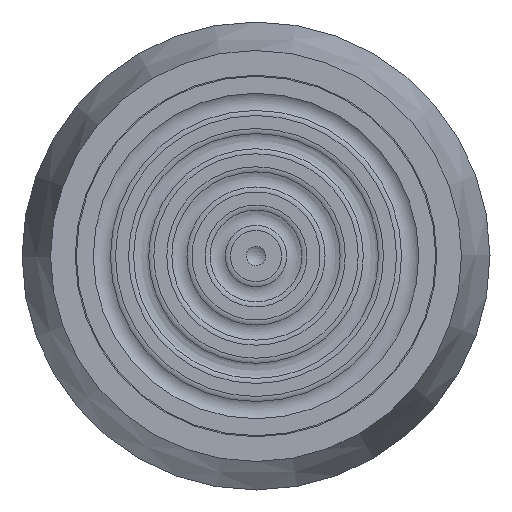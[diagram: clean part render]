
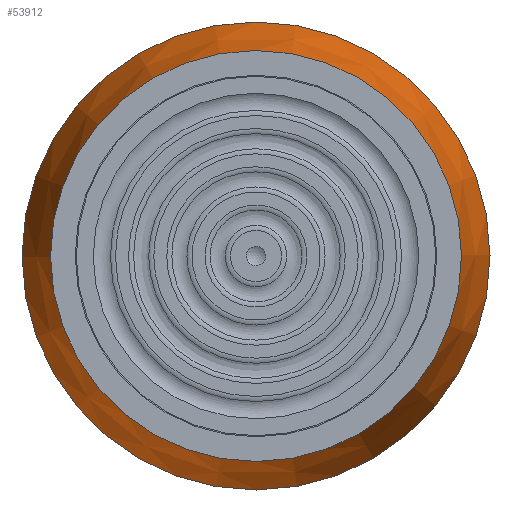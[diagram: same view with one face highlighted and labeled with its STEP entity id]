
A CAD part, left-side view. The second image highlights one B-rep face of the part: STEP entity #53912.
In plain terms, the highlighted conical face has half-angle 15 degrees and reference radius 20.66 mm.
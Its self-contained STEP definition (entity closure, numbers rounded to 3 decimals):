
#3109=CONICAL_SURFACE('',#58196,20.66,0.262);
#5899=FACE_OUTER_BOUND('',#8769,.T.);
#8769=EDGE_LOOP('',(#50270,#50271,#50272,#50273));
#9738=CIRCLE('',#58170,19.321);
#9747=CIRCLE('',#58197,22.);
#15991=LINE('',#124857,#20349);
#20349=VECTOR('',#70946,20.66);
#25763=VERTEX_POINT('',#120799);
#25794=VERTEX_POINT('',#124855);
#33905=EDGE_CURVE('',#25763,#25763,#9738,.T.);
#33956=EDGE_CURVE('',#25794,#25794,#9747,.T.);
#33957=EDGE_CURVE('',#25794,#25763,#15991,.T.);
#50270=ORIENTED_EDGE('',*,*,#33956,.F.);
#50271=ORIENTED_EDGE('',*,*,#33957,.T.);
#50272=ORIENTED_EDGE('',*,*,#33905,.T.);
#50273=ORIENTED_EDGE('',*,*,#33957,.F.);
#53912=ADVANCED_FACE('',(#5899),#3109,.T.);
#58170=AXIS2_PLACEMENT_3D('',#120800,#70869,#70870);
#58196=AXIS2_PLACEMENT_3D('',#124854,#70942,#70943);
#58197=AXIS2_PLACEMENT_3D('',#124856,#70944,#70945);
#70869=DIRECTION('center_axis',(1.,0.,0.));
#70870=DIRECTION('ref_axis',(0.,0.,-1.));
#70942=DIRECTION('center_axis',(1.,0.,0.));
#70943=DIRECTION('ref_axis',(0.,1.,0.));
#70944=DIRECTION('center_axis',(1.,0.,0.));
#70945=DIRECTION('ref_axis',(0.,0.,-1.));
#70946=DIRECTION('',(-0.966,0.259,0.));
#120799=CARTESIAN_POINT('',(-38.,-19.321,0.));
#120800=CARTESIAN_POINT('Origin',(-38.,0.,0.));
#124854=CARTESIAN_POINT('Origin',(-33.,0.,0.));
#124855=CARTESIAN_POINT('',(-28.,-22.,0.));
#124856=CARTESIAN_POINT('Origin',(-28.,0.,0.));
#124857=CARTESIAN_POINT('',(-33.,-20.66,0.));
